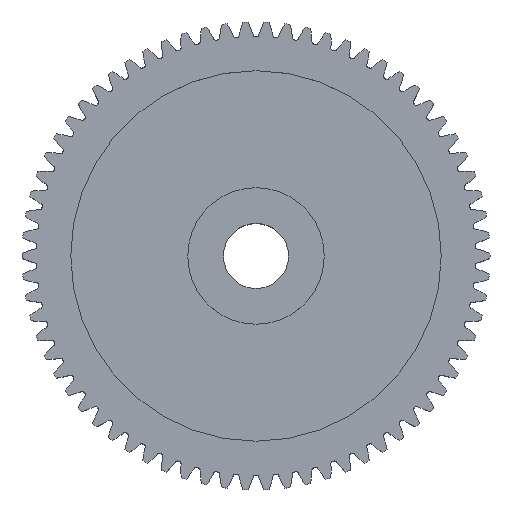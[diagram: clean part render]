
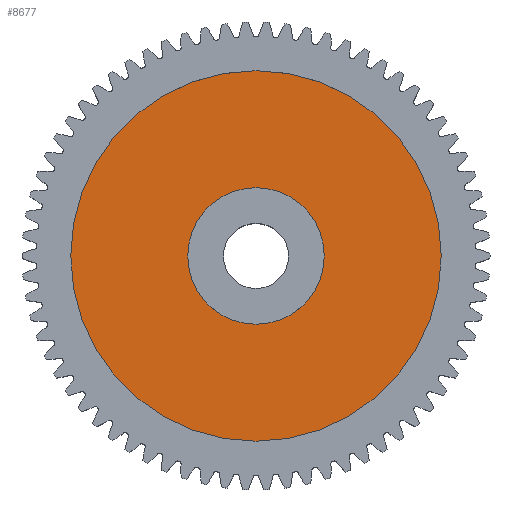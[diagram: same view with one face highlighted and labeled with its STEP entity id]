
A CAD part, top view. The second image highlights one B-rep face of the part: STEP entity #8677.
In plain terms, the highlighted planar face has unit normal (0, 0, 1).
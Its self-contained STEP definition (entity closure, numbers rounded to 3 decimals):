
#258 = AXIS2_PLACEMENT_3D ( 'NONE', #379, #378, #377 ) ;
#292 = DIRECTION ( 'NONE',  ( -1., 0., 0. ) ) ;
#293 = DIRECTION ( 'NONE',  ( 0., 0., -1. ) ) ;
#294 = CARTESIAN_POINT ( 'NONE',  ( 0., 0., 6.8 ) ) ;
#295 = AXIS2_PLACEMENT_3D ( 'NONE', #294, #293, #292 ) ;
#297 = CIRCLE ( 'NONE', #295, 10.5 ) ;
#377 = DIRECTION ( 'NONE',  ( -1., 0., 0. ) ) ;
#378 = DIRECTION ( 'NONE',  ( 0., 0., -1. ) ) ;
#379 = CARTESIAN_POINT ( 'NONE',  ( 0., 0., 6.8 ) ) ;
#384 = DIRECTION ( 'NONE',  ( -1., 0., 0. ) ) ;
#385 = DIRECTION ( 'NONE',  ( 0., 0., -1. ) ) ;
#386 = CARTESIAN_POINT ( 'NONE',  ( 0., 0., 6.8 ) ) ;
#387 = FACE_BOUND ( 'NONE', #8685, .T. ) ;
#391 = PLANE ( 'NONE',  #258 ) ;
#392 = FACE_OUTER_BOUND ( 'NONE', #8681, .T. ) ;
#394 = CIRCLE ( 'NONE', #403, 28.5 ) ;
#403 = AXIS2_PLACEMENT_3D ( 'NONE', #386, #385, #384 ) ;
#547 = CARTESIAN_POINT ( 'NONE',  ( -28.5, 0., 6.8 ) ) ;
#548 = AXIS2_PLACEMENT_3D ( 'NONE', #597, #596, #595 ) ;
#560 = CIRCLE ( 'NONE', #548, 28.5 ) ;
#571 = CARTESIAN_POINT ( 'NONE',  ( 28.5, 0., 6.8 ) ) ;
#572 = CARTESIAN_POINT ( 'NONE',  ( -10.5, 0., 6.8 ) ) ;
#573 = DIRECTION ( 'NONE',  ( -1., 0., 0. ) ) ;
#595 = DIRECTION ( 'NONE',  ( -1., 0., 0. ) ) ;
#596 = DIRECTION ( 'NONE',  ( 0., 0., -1. ) ) ;
#597 = CARTESIAN_POINT ( 'NONE',  ( 0., 0., 6.8 ) ) ;
#598 = DIRECTION ( 'NONE',  ( 0., 0., -1. ) ) ;
#599 = CARTESIAN_POINT ( 'NONE',  ( 0., 0., 6.8 ) ) ;
#605 = AXIS2_PLACEMENT_3D ( 'NONE', #599, #598, #573 ) ;
#609 = CIRCLE ( 'NONE', #605, 10.5 ) ;
#1113 = CARTESIAN_POINT ( 'NONE',  ( 10.5, 0., 6.8 ) ) ;
#8673 = EDGE_CURVE ( 'NONE', #9231, #9218, #394, .T. ) ;
#8674 = ORIENTED_EDGE ( 'NONE', *, *, #9230, .F. ) ;
#8677 = ADVANCED_FACE ( 'NONE', ( #387, #392 ), #391, .F. ) ;
#8680 = ORIENTED_EDGE ( 'NONE', *, *, #8694, .T. ) ;
#8681 = EDGE_LOOP ( 'NONE', ( #8682, #8674 ) ) ;
#8682 = ORIENTED_EDGE ( 'NONE', *, *, #8673, .F. ) ;
#8685 = EDGE_LOOP ( 'NONE', ( #8696, #8680 ) ) ;
#8694 = EDGE_CURVE ( 'NONE', #9411, #9217, #297, .T. ) ;
#8696 = ORIENTED_EDGE ( 'NONE', *, *, #9215, .T. ) ;
#9215 = EDGE_CURVE ( 'NONE', #9217, #9411, #609, .T. ) ;
#9217 = VERTEX_POINT ( 'NONE', #572 ) ;
#9218 = VERTEX_POINT ( 'NONE', #571 ) ;
#9230 = EDGE_CURVE ( 'NONE', #9218, #9231, #560, .T. ) ;
#9231 = VERTEX_POINT ( 'NONE', #547 ) ;
#9411 = VERTEX_POINT ( 'NONE', #1113 ) ;
